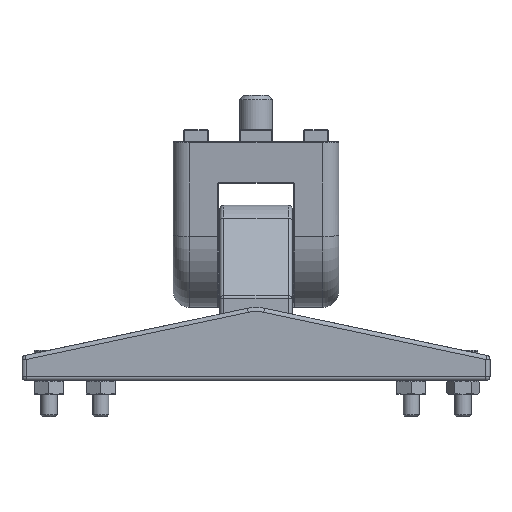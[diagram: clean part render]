
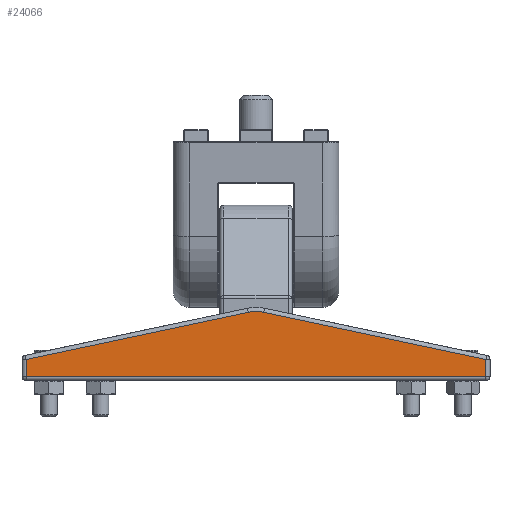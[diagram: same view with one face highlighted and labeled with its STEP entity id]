
A CAD part, left-side view. The second image highlights one B-rep face of the part: STEP entity #24066.
In plain terms, the highlighted planar face has unit normal (-1, 0, 0).
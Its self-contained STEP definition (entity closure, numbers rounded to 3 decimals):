
#2517=LINE('',#46649,#3762);
#2518=LINE('',#46651,#3763);
#2519=LINE('',#46653,#3764);
#2520=LINE('',#46655,#3765);
#2521=LINE('',#46656,#3766);
#3762=VECTOR('',#33270,1000.);
#3763=VECTOR('',#33271,1000.);
#3764=VECTOR('',#33272,1000.);
#3765=VECTOR('',#33273,1000.);
#3766=VECTOR('',#33274,1000.);
#5457=FACE_OUTER_BOUND('',#6916,.T.);
#6916=EDGE_LOOP('',(#20092,#20093,#20094,#20095,#20096,#20097));
#8470=CIRCLE('',#26806,9.);
#10517=VERTEX_POINT('',#46645);
#10518=VERTEX_POINT('',#46646);
#10519=VERTEX_POINT('',#46648);
#10520=VERTEX_POINT('',#46650);
#10521=VERTEX_POINT('',#46652);
#10522=VERTEX_POINT('',#46654);
#13766=EDGE_CURVE('',#10517,#10518,#8470,.T.);
#13767=EDGE_CURVE('',#10517,#10519,#2517,.T.);
#13768=EDGE_CURVE('',#10519,#10520,#2518,.T.);
#13769=EDGE_CURVE('',#10520,#10521,#2519,.T.);
#13770=EDGE_CURVE('',#10521,#10522,#2520,.T.);
#13771=EDGE_CURVE('',#10522,#10518,#2521,.T.);
#20092=ORIENTED_EDGE('',*,*,#13766,.F.);
#20093=ORIENTED_EDGE('',*,*,#13767,.T.);
#20094=ORIENTED_EDGE('',*,*,#13768,.T.);
#20095=ORIENTED_EDGE('',*,*,#13769,.T.);
#20096=ORIENTED_EDGE('',*,*,#13770,.T.);
#20097=ORIENTED_EDGE('',*,*,#13771,.T.);
#21444=PLANE('',#26805);
#24066=ADVANCED_FACE('',(#5457),#21444,.F.);
#26805=AXIS2_PLACEMENT_3D('',#46644,#33266,#33267);
#26806=AXIS2_PLACEMENT_3D('',#46647,#33268,#33269);
#33266=DIRECTION('center_axis',(1.,0.,0.));
#33267=DIRECTION('ref_axis',(0.,0.,
-1.));
#33268=DIRECTION('center_axis',(1.,0.,0.));
#33269=DIRECTION('ref_axis',(0.,0.,
-1.));
#33270=DIRECTION('',(0.,0.978,-0.208));
#33271=DIRECTION('',(0.,0.,-1.));
#33272=DIRECTION('',(0.,-1.,0.));
#33273=DIRECTION('',(0.,0.,1.));
#33274=DIRECTION('',(0.,0.978,0.208));
#46644=CARTESIAN_POINT('Origin',(-56.5,-55.796,-56.155));
#46645=CARTESIAN_POINT('',(-56.5,2.574,-39.574));
#46646=CARTESIAN_POINT('',(-56.5,-1.166,-39.574));
#46647=CARTESIAN_POINT('Origin',(-56.5,0.704,-48.378));
#46648=CARTESIAN_POINT('',(-56.5,56.204,-50.965));
#46649=CARTESIAN_POINT('',(-56.5,-49.907,-28.428));
#46650=CARTESIAN_POINT('',(-56.5,56.204,-55.155));
#46651=CARTESIAN_POINT('',(-56.5,56.204,-56.155));
#46652=CARTESIAN_POINT('',(-56.5,-54.796,-55.155));
#46653=CARTESIAN_POINT('',(-56.5,-55.796,-55.155));
#46654=CARTESIAN_POINT('',(-56.5,-54.796,-50.965));
#46655=CARTESIAN_POINT('',(-56.5,-54.796,-56.155));
#46656=CARTESIAN_POINT('',(-56.5,-56.808,-51.392));
